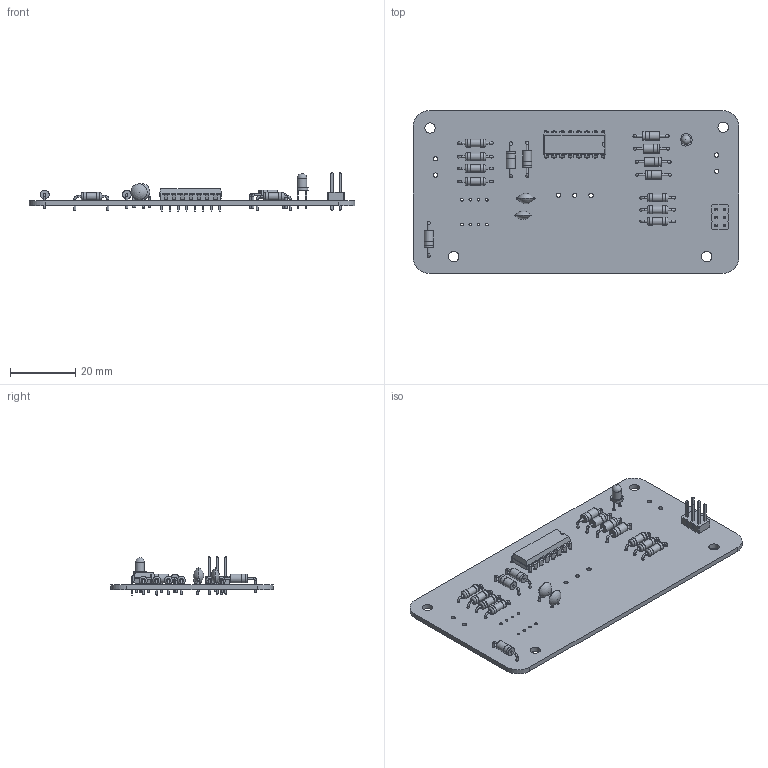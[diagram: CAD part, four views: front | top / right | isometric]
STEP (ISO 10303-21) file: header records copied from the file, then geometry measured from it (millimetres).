
FILE_DESCRIPTION(('KiCad electronic assembly'),'2;1');
FILE_NAME('g06-fps555.step','2025-06-27T12:38:49',('Pcbnew'),('Kicad'), 'Open CASCADE STEP processor 7.8','KiCad to STEP converter','Unknown' );
FILE_SCHEMA(('AUTOMOTIVE_DESIGN { 1 0 10303 214 1 1 1 1 }'));
Length unit declared in the file: millimetre
Products named in the file (9): g06-fps555 1; C_Disc_D5.1mm_W3.2mm_P5.00mm; D_A-405_P10.16mm_Horizontal; R_Axial_DIN0207_L6.3mm_D2.5mm_P10.16mm_Horizontal; LED_D3.0mm_Clear; C_Disc_D5.0mm_W2.5mm_P2.50mm; PinHeader_2x03_P2.54mm_Vertical; DIP-16_W7.62mm; g06-fps555_PCB
Assembly tree (20 placements, depth 2):
  g06-fps555 1
    C_Disc_D5.1mm_W3.2mm_P5.00mm
    D_A-405_P10.16mm_Horizontal  x7
    R_Axial_DIN0207_L6.3mm_D2.5mm_P10.16mm_Horizontal  x7
    LED_D3.0mm_Clear
    C_Disc_D5.0mm_W2.5mm_P2.50mm
    PinHeader_2x03_P2.54mm_Vertical
    DIP-16_W7.62mm
    g06-fps555_PCB
Bounding box: 100 x 50 x 11.84 mm (x, y, z)
Volume: 8460.6 mm3; surface area: 12769.5 mm2
Topology: 20 solids, 20 shells, 755 faces, 1748 edges, 1099 vertices
Faces by surface type: plane 460, cylinder 218, torus 42, bspline 28, sphere 5, revolution 2
Full cylindrical faces by diameter (mm): 0.5 x6, 0.6 x56, 0.8 x42, 0.9 x16, 1 x6, 1.3 x7, 2.25 x7, 2.5 x14, 2.7 x14, 2.72 x7, 2.9 x1, 3.2 x4
Entity records: 21356 total; most frequent: CARTESIAN_POINT 3726, ORIENTED_EDGE 2886, DIRECTION 2813, EDGE_CURVE 1443, LINE 1125, VECTOR 1125, VERTEX_POINT 919, AXIS2_PLACEMENT_3D 843
